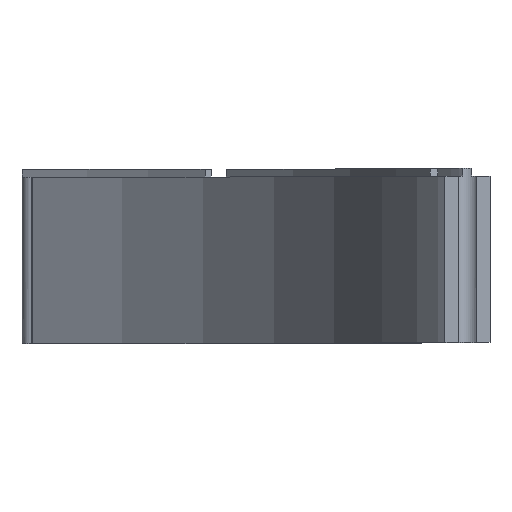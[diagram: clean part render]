
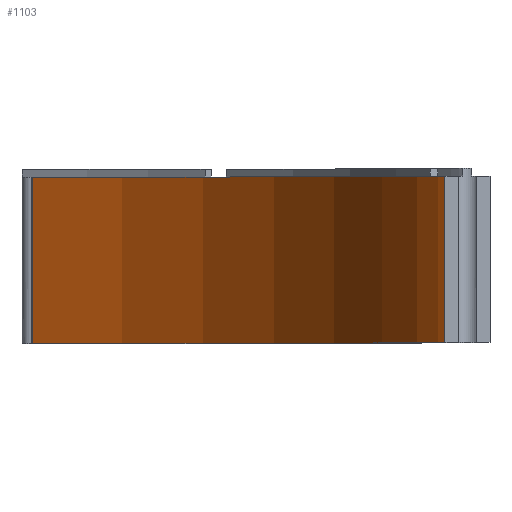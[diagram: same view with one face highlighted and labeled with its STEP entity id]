
A CAD part, top view. The second image highlights one B-rep face of the part: STEP entity #1103.
In plain terms, the highlighted cylindrical face has radius 275 mm (diameter 550 mm), a partial arc.
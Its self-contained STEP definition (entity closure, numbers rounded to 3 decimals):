
#32 = DIRECTION ( 'NONE',  ( 0., -1., 0. ) ) ;
#48 = ORIENTED_EDGE ( 'NONE', *, *, #983, .T. ) ;
#82 = CIRCLE ( 'NONE', #1143, 275. ) ;
#127 = VERTEX_POINT ( 'NONE', #236 ) ;
#162 = DIRECTION ( 'NONE',  ( 0., -1., 0. ) ) ;
#165 = CARTESIAN_POINT ( 'NONE',  ( 0., 55.4, 0. ) ) ;
#178 = EDGE_CURVE ( 'NONE', #127, #1110, #279, .T. ) ;
#216 = DIRECTION ( 'NONE',  ( 0., -1., 0. ) ) ;
#236 = CARTESIAN_POINT ( 'NONE',  ( 275., 55.4, 0. ) ) ;
#279 = LINE ( 'NONE', #1282, #1098 ) ;
#335 = CARTESIAN_POINT ( 'NONE',  ( 137.5, 55.4, -238.157 ) ) ;
#336 = ORIENTED_EDGE ( 'NONE', *, *, #1397, .F. ) ;
#368 = VERTEX_POINT ( 'NONE', #403 ) ;
#400 = ORIENTED_EDGE ( 'NONE', *, *, #675, .T. ) ;
#403 = CARTESIAN_POINT ( 'NONE',  ( 137.5, 0., -238.157 ) ) ;
#477 = CARTESIAN_POINT ( 'NONE',  ( 0., 55.4, 0. ) ) ;
#563 = ORIENTED_EDGE ( 'NONE', *, *, #178, .F. ) ;
#601 = DIRECTION ( 'NONE',  ( 0., 0., -1. ) ) ;
#635 = AXIS2_PLACEMENT_3D ( 'NONE', #165, #972, #1418 ) ;
#675 = EDGE_CURVE ( 'NONE', #973, #368, #1398, .T. ) ;
#733 = FACE_OUTER_BOUND ( 'NONE', #1276, .T. ) ;
#776 = CIRCLE ( 'NONE', #1235, 275. ) ;
#972 = DIRECTION ( 'NONE',  ( 0., -1., 0. ) ) ;
#973 = VERTEX_POINT ( 'NONE', #335 ) ;
#983 = EDGE_CURVE ( 'NONE', #368, #1110, #82, .T. ) ;
#1070 = CARTESIAN_POINT ( 'NONE',  ( 137.5, 55.4, -238.157 ) ) ;
#1098 = VECTOR ( 'NONE', #162, 1000. ) ;
#1103 = ADVANCED_FACE ( 'NONE', ( #733 ), #1424, .F. ) ;
#1110 = VERTEX_POINT ( 'NONE', #1404 ) ;
#1124 = VECTOR ( 'NONE', #32, 1000. ) ;
#1143 = AXIS2_PLACEMENT_3D ( 'NONE', #1249, #216, #601 ) ;
#1235 = AXIS2_PLACEMENT_3D ( 'NONE', #477, #1370, #1363 ) ;
#1249 = CARTESIAN_POINT ( 'NONE',  ( 0., 0., 0. ) ) ;
#1276 = EDGE_LOOP ( 'NONE', ( #48, #563, #336, #400 ) ) ;
#1282 = CARTESIAN_POINT ( 'NONE',  ( 275., 55.4, 0. ) ) ;
#1363 = DIRECTION ( 'NONE',  ( 0., 0., -1. ) ) ;
#1370 = DIRECTION ( 'NONE',  ( 0., -1., 0. ) ) ;
#1397 = EDGE_CURVE ( 'NONE', #973, #127, #776, .T. ) ;
#1398 = LINE ( 'NONE', #1070, #1124 ) ;
#1404 = CARTESIAN_POINT ( 'NONE',  ( 275., 0., 0. ) ) ;
#1418 = DIRECTION ( 'NONE',  ( 0., 0., -1. ) ) ;
#1424 = CYLINDRICAL_SURFACE ( 'NONE', #635, 275. ) ;
